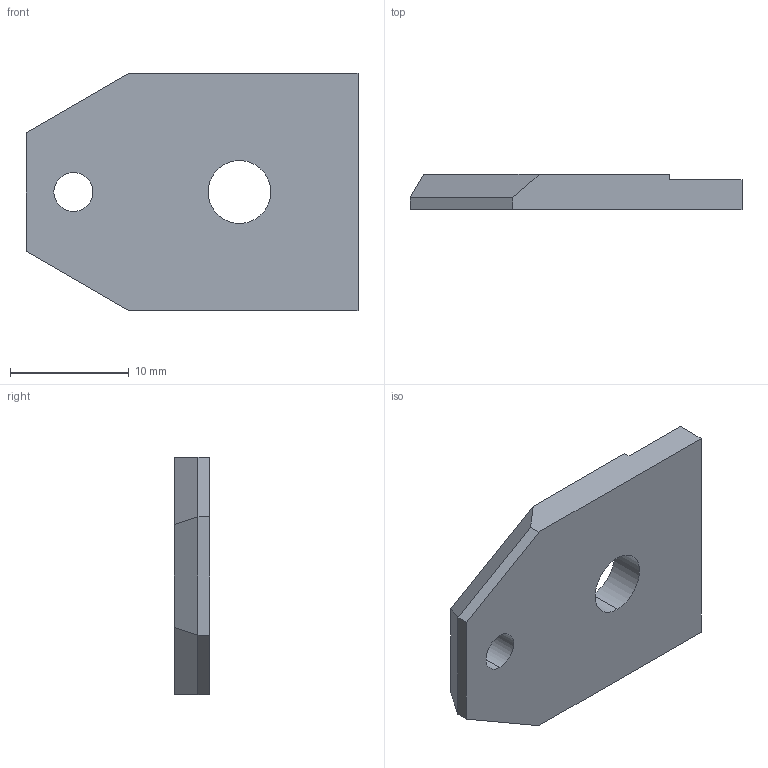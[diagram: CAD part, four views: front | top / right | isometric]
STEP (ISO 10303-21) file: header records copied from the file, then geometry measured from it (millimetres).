
FILE_DESCRIPTION (( 'STEP AP214' ), '1' );
FILE_NAME ('2x beldholder_flexible_button.STEP', '2024-01-28T19:08:56', ( '' ), ( '' ), 'SwSTEP 2.0', 'SolidWorks 2010', '' );
FILE_SCHEMA (( 'AUTOMOTIVE_DESIGN' ));
Length unit declared in the file: millimetre
Products named in the file (1): 2x beldholder_flexible_button
Bounding box: 28 x 3 x 20 mm (x, y, z)
Volume: 1362.1 mm3; surface area: 1284 mm2
Topology: 1 solids, 1 shells, 17 faces, 43 edges, 28 vertices
Faces by surface type: plane 13, cylinder 4
Entity records: 551 total; most frequent: CARTESIAN_POINT 89, DIRECTION 87, ORIENTED_EDGE 86, EDGE_CURVE 43, LINE 35, VECTOR 35, VERTEX_POINT 28, AXIS2_PLACEMENT_3D 26
